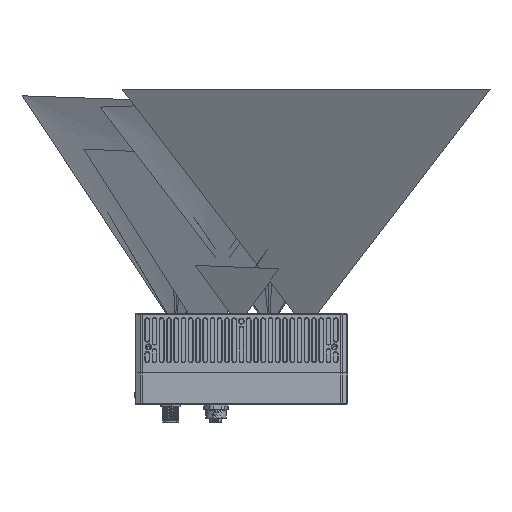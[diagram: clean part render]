
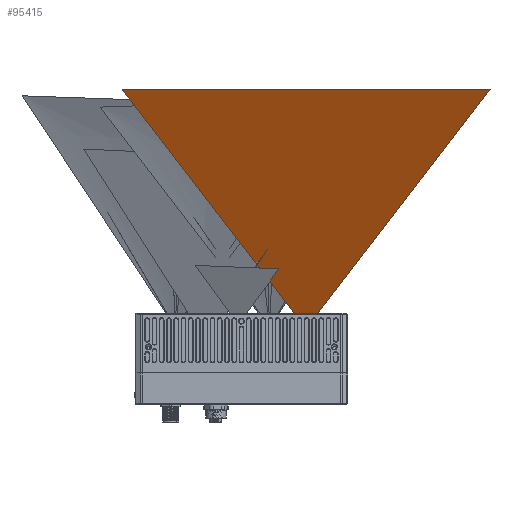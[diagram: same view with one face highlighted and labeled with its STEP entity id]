
A CAD part, front view. The second image highlights one B-rep face of the part: STEP entity #95415.
In plain terms, the highlighted planar face has unit normal (0, -0.875, -0.485).
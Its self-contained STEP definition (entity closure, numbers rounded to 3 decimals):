
#95351=DIRECTION('',(0.557,0.403,-0.726));
#95352=VECTOR('',#95351,218.485);
#95353=CARTESIAN_POINT('',(-79.002,-87.953,
176.554));
#95354=LINE('',#95353,#95352);
#95355=DIRECTION('',(1.,0.,0.));
#95356=VECTOR('',#95355,243.505);
#95357=CARTESIAN_POINT('',(-79.002,-87.953,
176.554));
#95358=LINE('',#95357,#95356);
#95359=DIRECTION('',(0.557,-0.403,0.726));
#95360=VECTOR('',#95359,218.485);
#95361=CARTESIAN_POINT('',(42.75,0.,17.883));
#95362=LINE('',#95361,#95360);
#95379=CARTESIAN_POINT('',(-79.002,-87.953,
176.554));
#95380=CARTESIAN_POINT('',(42.75,0.,17.883));
#95381=VERTEX_POINT('',#95379);
#95382=VERTEX_POINT('',#95380);
#95383=CARTESIAN_POINT('',(164.502,-87.953,
176.554));
#95384=VERTEX_POINT('',#95383);
#95403=CARTESIAN_POINT('',(-92.05,-87.953,176.554));
#95404=DIRECTION('',(0.,-0.875,-0.485));
#95405=DIRECTION('',(0.,0.485,-0.875));
#95406=AXIS2_PLACEMENT_3D('',#95403,#95404,#95405);
#95407=PLANE('',#95406);
#95408=ORIENTED_EDGE('',*,*,#95394,.F.);
#95410=ORIENTED_EDGE('',*,*,#95409,.T.);
#95412=ORIENTED_EDGE('',*,*,#95411,.F.);
#95413=EDGE_LOOP('',(#95408,#95410,#95412));
#95414=FACE_OUTER_BOUND('',#95413,.F.);
#95415=ADVANCED_FACE('',(#95414),#95407,.T.);
#95394=EDGE_CURVE('',#95381,#95382,#95354,.T.);
#95409=EDGE_CURVE('',#95381,#95384,#95358,.T.);
#95411=EDGE_CURVE('',#95382,#95384,#95362,.T.);
